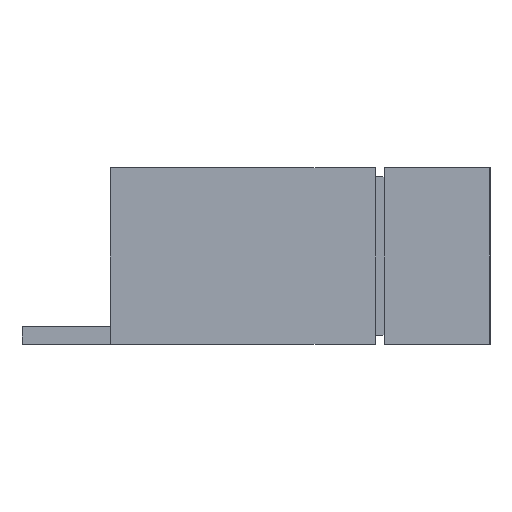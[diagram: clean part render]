
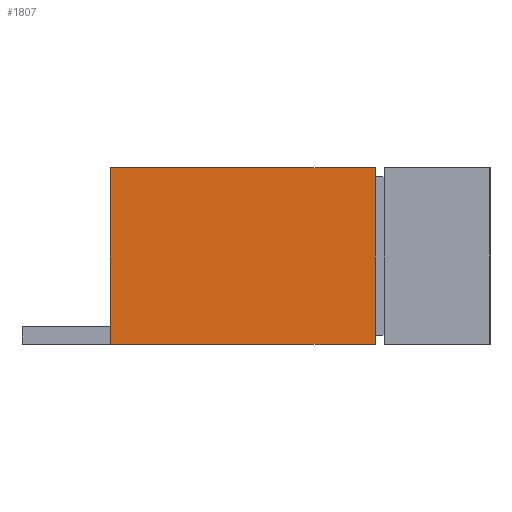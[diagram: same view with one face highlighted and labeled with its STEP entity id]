
A CAD part, left-side view. The second image highlights one B-rep face of the part: STEP entity #1807.
In plain terms, the highlighted planar face has unit normal (-1, 0, 0).
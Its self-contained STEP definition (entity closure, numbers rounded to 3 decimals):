
#548 = EDGE_CURVE('',#549,#551,#553,.T.);
#549 = VERTEX_POINT('',#550);
#550 = CARTESIAN_POINT('',(-3.6,-1.7,0.));
#551 = VERTEX_POINT('',#552);
#552 = CARTESIAN_POINT('',(-3.6,-1.7,2.));
#553 = LINE('',#554,#555);
#554 = CARTESIAN_POINT('',(-3.6,-1.7,0.));
#555 = VECTOR('',#556,1.);
#556 = DIRECTION('',(0.,0.,1.));
#1807 = ADVANCED_FACE('',(#1808),#1833,.F.);
#1808 = FACE_BOUND('',#1809,.F.);
#1809 = EDGE_LOOP('',(#1810,#1818,#1826,#1832));
#1810 = ORIENTED_EDGE('',*,*,#1811,.T.);
#1811 = EDGE_CURVE('',#549,#1812,#1814,.T.);
#1812 = VERTEX_POINT('',#1813);
#1813 = CARTESIAN_POINT('',(-3.6,1.3,0.));
#1814 = LINE('',#1815,#1816);
#1815 = CARTESIAN_POINT('',(-3.6,-1.7,0.));
#1816 = VECTOR('',#1817,1.);
#1817 = DIRECTION('',(0.,1.,0.));
#1818 = ORIENTED_EDGE('',*,*,#1819,.T.);
#1819 = EDGE_CURVE('',#1812,#1820,#1822,.T.);
#1820 = VERTEX_POINT('',#1821);
#1821 = CARTESIAN_POINT('',(-3.6,1.3,2.));
#1822 = LINE('',#1823,#1824);
#1823 = CARTESIAN_POINT('',(-3.6,1.3,0.));
#1824 = VECTOR('',#1825,1.);
#1825 = DIRECTION('',(0.,0.,1.));
#1826 = ORIENTED_EDGE('',*,*,#1827,.F.);
#1827 = EDGE_CURVE('',#551,#1820,#1828,.T.);
#1828 = LINE('',#1829,#1830);
#1829 = CARTESIAN_POINT('',(-3.6,-1.7,2.));
#1830 = VECTOR('',#1831,1.);
#1831 = DIRECTION('',(0.,1.,0.));
#1832 = ORIENTED_EDGE('',*,*,#548,.F.);
#1833 = PLANE('',#1834);
#1834 = AXIS2_PLACEMENT_3D('',#1835,#1836,#1837);
#1835 = CARTESIAN_POINT('',(-3.6,-1.7,0.));
#1836 = DIRECTION('',(1.,0.,0.));
#1837 = DIRECTION('',(0.,0.,1.));
